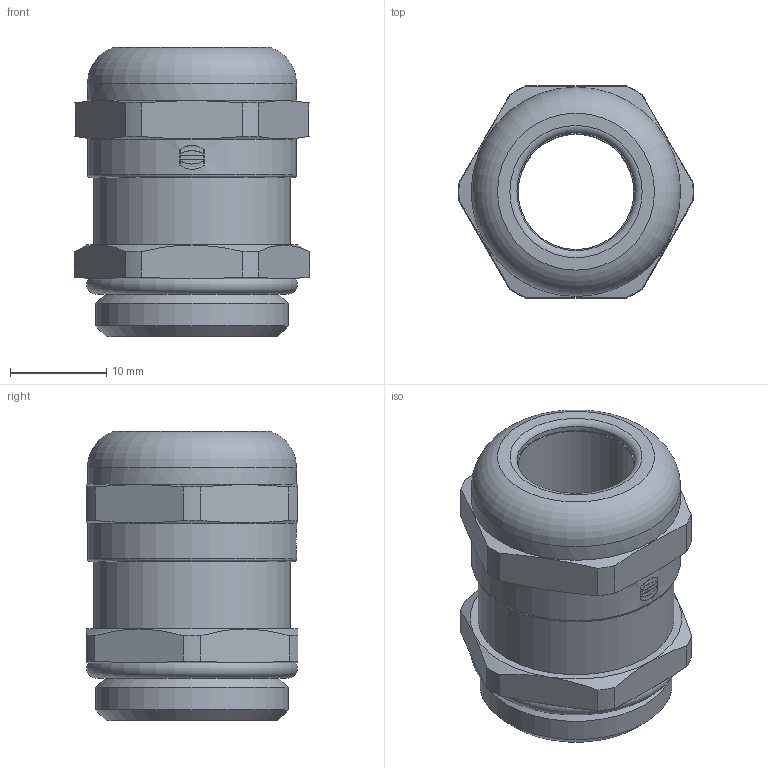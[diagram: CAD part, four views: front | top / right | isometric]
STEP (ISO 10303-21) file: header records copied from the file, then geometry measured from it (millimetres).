
FILE_DESCRIPTION(/* description */ (''),/* implementation_level */ '2;1');
FILE_NAME(/* name */ '100576941ugm000_e.stp',/* time_stamp */ '2019-01-23T16:26:31+01:00',/* author */ (''),/* organization */ (''),/* preprocessor_version */ 'ST-DEVELOPER v16.7',/* originating_system */ 'SIEMENS PLM Software NX 12.0',/* authorisation */ '');
FILE_SCHEMA (('AUTOMOTIVE_DESIGN { 1 0 10303 214 3 1 1 1 }'));
Length unit declared in the file: millimetre
Products named in the file (1): 100576941ugm000_e
Bounding box: 24.39 x 22 x 30 mm (x, y, z)
Volume: 7199.6 mm3; surface area: 3874.3 mm2
Topology: 1 solids, 1 shells, 74 faces, 272 edges, 302 vertices
Faces by surface type: plane 26, cylinder 23, cone 17, torus 4, bspline 4
Full cylindrical faces by diameter (mm): 12 x1, 12.25 x1, 17.8 x1, 20 x1, 20.4 x1, 21.516 x1, 21.7 x2
Entity records: 3257 total; most frequent: CARTESIAN_POINT 842, DIRECTION 407, ORIENTED_EDGE 314, EDGE_CURVE 157, AXIS2_PLACEMENT_3D 146, LINE 115, VECTOR 115, VERTEX_POINT 109
